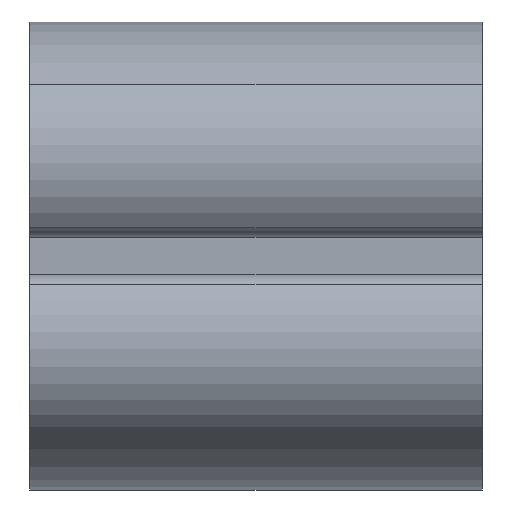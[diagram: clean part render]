
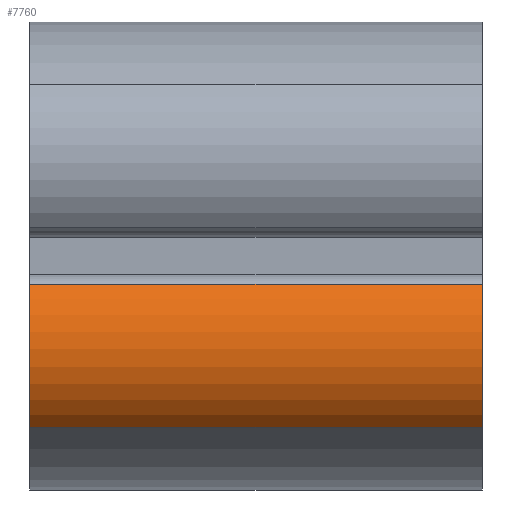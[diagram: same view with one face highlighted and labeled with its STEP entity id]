
A CAD part, front view. The second image highlights one B-rep face of the part: STEP entity #7760.
In plain terms, the highlighted cylindrical face has radius 4.119 mm (diameter 8.237 mm), a partial arc.
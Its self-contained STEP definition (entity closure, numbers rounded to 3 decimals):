
#3160=CARTESIAN_POINT('',(0.,-10.326,-18.154));
#3170=VERTEX_POINT('',#3160);
#3200=CARTESIAN_POINT('',(0.,-7.131,-20.754));
#3210=DIRECTION('',(1.,0.,0.));
#3220=DIRECTION('',(0.,0.,-1.));
#3230=AXIS2_PLACEMENT_3D('',#3200,#3210,#3220);
#3240=CIRCLE('',#3230,4.119);
#3250=CARTESIAN_POINT('',(0.,-9.849,-23.848));
#3260=VERTEX_POINT('',#3250);
#3270=EDGE_CURVE('',#3170,#3260,#3240,.T.);
#5350=CARTESIAN_POINT('',(18.,-9.849,-23.848));
#5360=VERTEX_POINT('',#5350);
#5390=CARTESIAN_POINT('',(18.,-7.131,-20.754));
#5400=DIRECTION('',(1.,0.,0.));
#5410=DIRECTION('',(0.,0.,-1.));
#5420=AXIS2_PLACEMENT_3D('',#5390,#5400,#5410);
#5430=CIRCLE('',#5420,4.119);
#5440=CARTESIAN_POINT('',(18.,-10.326,-18.154));
#5450=VERTEX_POINT('',#5440);
#5460=EDGE_CURVE('',#5450,#5360,#5430,.T.);
#7420=CARTESIAN_POINT('',(0.,-9.849,-23.848));
#7430=DIRECTION('',(1.,0.,0.));
#7440=VECTOR('',#7430,1.);
#7450=LINE('',#7420,#7440);
#7460=EDGE_CURVE('',#3260,#5360,#7450,.T.);
#7600=CARTESIAN_POINT('',(0.,-7.131,-20.754));
#7610=DIRECTION('',(1.,0.,0.));
#7620=DIRECTION('',(0.,0.,-1.));
#7630=AXIS2_PLACEMENT_3D('',#7600,#7610,#7620);
#7640=CYLINDRICAL_SURFACE('',#7630,4.119);
#7650=ORIENTED_EDGE('',*,*,#3270,.T.);
#7660=CARTESIAN_POINT('',(0.,-10.326,-18.154));
#7670=DIRECTION('',(1.,0.,0.));
#7680=VECTOR('',#7670,1.);
#7690=LINE('',#7660,#7680);
#7700=EDGE_CURVE('',#3170,#5450,#7690,.T.);
#7710=ORIENTED_EDGE('',*,*,#7700,.F.);
#7720=ORIENTED_EDGE('',*,*,#5460,.F.);
#7730=ORIENTED_EDGE('',*,*,#7460,.T.);
#7740=EDGE_LOOP('',(#7730,#7720,#7710,#7650));
#7750=FACE_OUTER_BOUND('',#7740,.T.);
#7760=ADVANCED_FACE('',(#7750),#7640,.T.);
